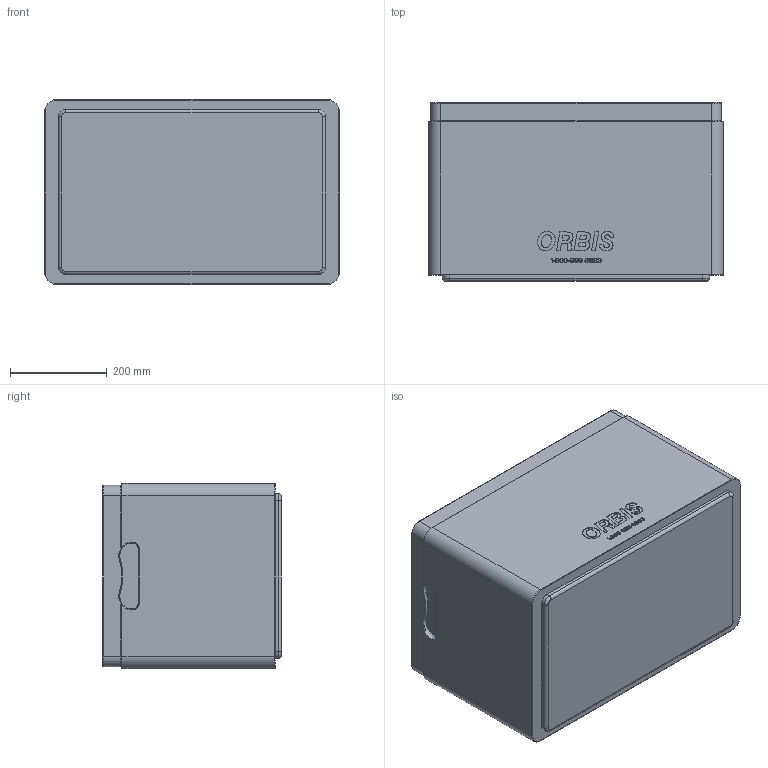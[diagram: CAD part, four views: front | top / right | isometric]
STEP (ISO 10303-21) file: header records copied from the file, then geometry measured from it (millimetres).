
FILE_DESCRIPTION((''),'2;1');
FILE_NAME('87517M_WSM','2025-06-20T12:03:02',('SYSTEM'),(''),'CREO PARAMETRIC BY PTC INC, 2023294','CREO PARAMETRIC BY PTC INC, 2023294','');
FILE_SCHEMA(('CONFIG_CONTROL_DESIGN'));
Length unit declared in the file: inch
Products named in the file (1): 87517M_WSM
Bounding box: 609.65 x 369.21 x 382.88 mm (x, y, z)
Volume: 17134699.3 mm3; surface area: 1804952.4 mm2
Topology: 1 solids, 1 shells, 1762 faces, 4848 edges, 3161 vertices
Faces by surface type: plane 1365, extrusion 150, cylinder 104, bspline 95, torus 48
Entity records: 59145 total; most frequent: CARTESIAN_POINT 15361, ORIENTED_EDGE 9696, DIRECTION 7868, EDGE_CURVE 4848, VECTOR 4264, LINE 4114, VERTEX_POINT 3161, EDGE_LOOP 1835
